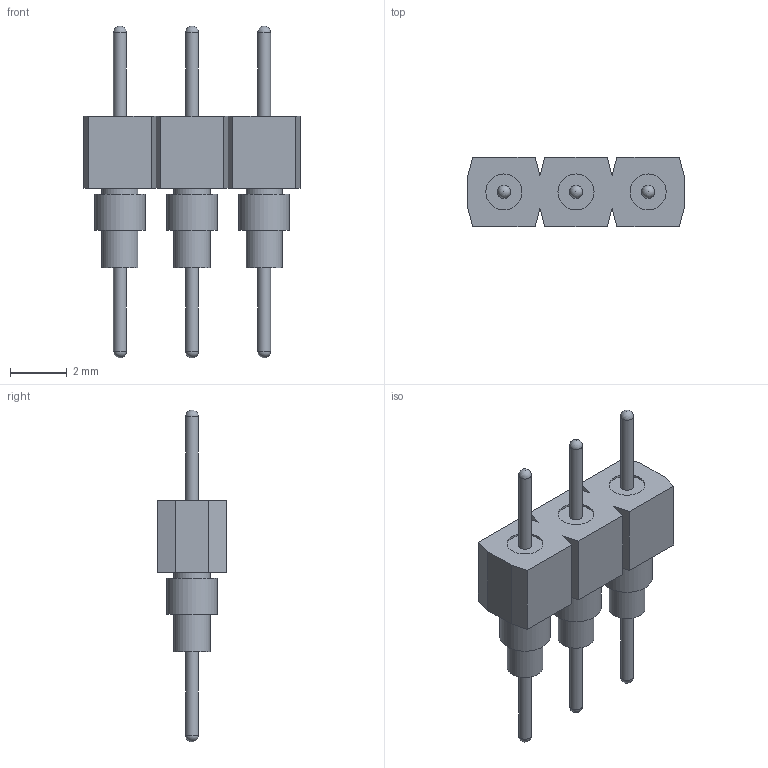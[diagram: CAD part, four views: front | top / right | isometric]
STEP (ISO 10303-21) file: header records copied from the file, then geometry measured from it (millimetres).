
FILE_DESCRIPTION(('FreeCAD Model'),'2;1');
FILE_NAME('Open CASCADE Shape Model','2025-01-12T11:58:44',(''),(''), 'Open CASCADE STEP processor 7.8','FreeCAD','Unknown');
FILE_SCHEMA(('AUTOMOTIVE_DESIGN { 1 0 10303 214 1 1 1 1 }'));
Length unit declared in the file: millimetre
Products named in the file (4): BBS-103-G-A_pins002; BBS-103-G-A_socket; BBS-103-G-A_pins; BBS-103-G-A_pins001
Bounding box: 7.62 x 2.44 x 11.68 mm (x, y, z)
Volume: 63.6 mm3; surface area: 228.8 mm2
Topology: 4 solids, 4 shells, 58 faces, 135 edges, 91 vertices
Faces by surface type: plane 34, cylinder 18, sphere 6
Full cylindrical faces by diameter (mm): 0.457 x6, 1.27 x9, 1.778 x3
Entity records: 1726 total; most frequent: CARTESIAN_POINT 327, DIRECTION 268, ORIENTED_EDGE 258, EDGE_CURVE 129, AXIS2_PLACEMENT_3D 104, VERTEX_POINT 91, FACE_BOUND 76, EDGE_LOOP 76
